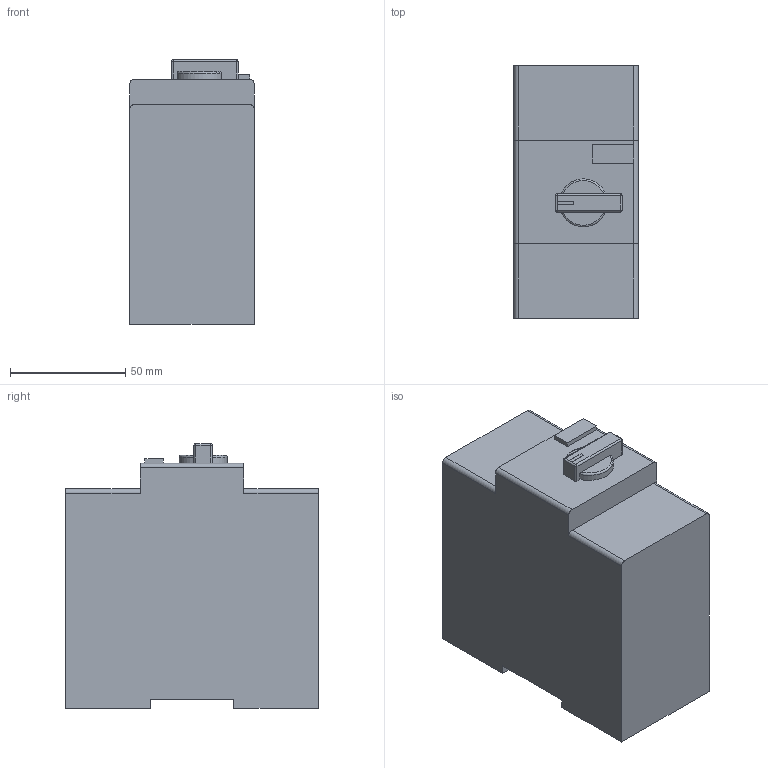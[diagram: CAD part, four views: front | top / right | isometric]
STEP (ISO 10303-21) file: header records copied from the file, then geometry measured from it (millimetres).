
FILE_DESCRIPTION((''),'2;1');
FILE_NAME('10000156440','2022-04-25T08:22:10',('MBudzinski'),('Rockwell Automation'),'CREO PARAMETRIC BY PTC INC, 2020281','CREO PARAMETRIC BY PTC INC, 2020281','');
FILE_SCHEMA(('CONFIG_CONTROL_DESIGN'));
Length unit declared in the file: millimetre
Products named in the file (1): 10000156440
Bounding box: 54 x 110 x 115 mm (x, y, z)
Volume: 588903.8 mm3; surface area: 46050.7 mm2
Topology: 1 solids, 1 shells, 53 faces, 133 edges, 84 vertices
Faces by surface type: plane 31, cylinder 16, sphere 4, torus 2
Entity records: 1625 total; most frequent: CARTESIAN_POINT 296, DIRECTION 269, ORIENTED_EDGE 266, EDGE_CURVE 133, VECTOR 95, LINE 95, AXIS2_PLACEMENT_3D 87, VERTEX_POINT 84
